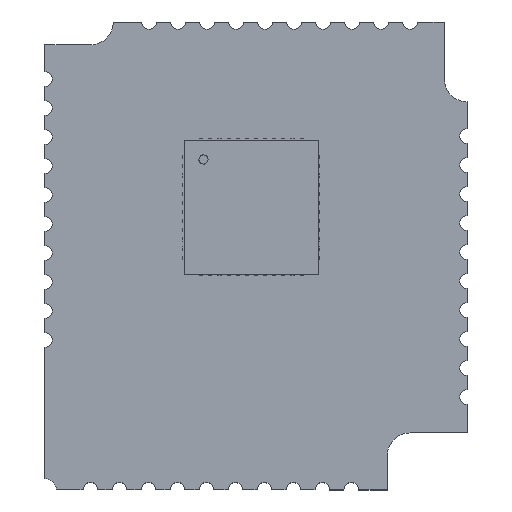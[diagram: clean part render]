
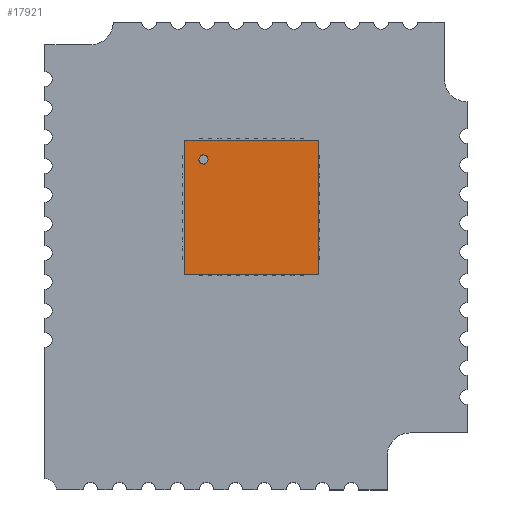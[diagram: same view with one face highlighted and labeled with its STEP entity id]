
A CAD part, top view. The second image highlights one B-rep face of the part: STEP entity #17921.
In plain terms, the highlighted free-form (B-spline) face has degree [1, 1] with [2, 2] control points.
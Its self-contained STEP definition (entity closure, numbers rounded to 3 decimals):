
#422 = B_SPLINE_SURFACE_WITH_KNOTS('',1,1,(
    (#423,#424)
    ,(#425,#426
    )),.UNSPECIFIED.,.F.,.F.,.F.,(2,2),(2,2),(0.,1.),(-5.9,0.),
  .PIECEWISE_BEZIER_KNOTS.);
#423 = CARTESIAN_POINT('',(2.95,2.95,0.1));
#424 = CARTESIAN_POINT('',(-2.95,2.95,0.1));
#425 = CARTESIAN_POINT('',(2.95,2.95,1.1));
#426 = CARTESIAN_POINT('',(-2.95,2.95,1.1));
#447 = B_SPLINE_SURFACE_WITH_KNOTS('',1,1,(
    (#448,#449)
    ,(#450,#451
  )),.UNSPECIFIED.,.F.,.F.,.F.,(2,2),(2,2),(0.,1.),(0.,5.9),
  .PIECEWISE_BEZIER_KNOTS.);
#448 = CARTESIAN_POINT('',(-2.95,2.95,0.1));
#449 = CARTESIAN_POINT('',(-2.95,-2.95,0.1));
#450 = CARTESIAN_POINT('',(-2.95,2.95,1.1));
#451 = CARTESIAN_POINT('',(-2.95,-2.95,1.1));
#1612 = B_SPLINE_SURFACE_WITH_KNOTS('',1,1,(
    (#1613,#1614)
    ,(#1615,#1616
    )),.UNSPECIFIED.,.F.,.F.,.F.,(2,2),(2,2),(0.,1.),(-5.9,0.),
  .PIECEWISE_BEZIER_KNOTS.);
#1613 = CARTESIAN_POINT('',(2.95,-2.95,0.1));
#1614 = CARTESIAN_POINT('',(-2.95,-2.95,0.1));
#1615 = CARTESIAN_POINT('',(2.95,-2.95,1.1));
#1616 = CARTESIAN_POINT('',(-2.95,-2.95,1.1));
#2777 = B_SPLINE_SURFACE_WITH_KNOTS('',1,1,(
    (#2778,#2779)
    ,(#2780,#2781
    )),.UNSPECIFIED.,.F.,.F.,.F.,(2,2),(2,2),(0.,1.),(0.,5.9),
  .PIECEWISE_BEZIER_KNOTS.);
#2778 = CARTESIAN_POINT('',(2.95,2.95,0.1));
#2779 = CARTESIAN_POINT('',(2.95,-2.95,0.1));
#2780 = CARTESIAN_POINT('',(2.95,2.95,1.1));
#2781 = CARTESIAN_POINT('',(2.95,-2.95,1.1));
#5076 = EDGE_CURVE('',#5077,#5079,#5081,.T.);
#5077 = VERTEX_POINT('',#5078);
#5078 = CARTESIAN_POINT('',(-2.95,2.95,1.1));
#5079 = VERTEX_POINT('',#5080);
#5080 = CARTESIAN_POINT('',(2.95,2.95,1.1));
#5081 = SURFACE_CURVE('',#5082,(#5085,#5091),.PCURVE_S1.);
#5082 = B_SPLINE_CURVE_WITH_KNOTS('',1,(#5083,#5084),.UNSPECIFIED.,.F.,
  .F.,(2,2),(0.,5.9),.PIECEWISE_BEZIER_KNOTS.);
#5083 = CARTESIAN_POINT('',(-2.95,2.95,1.1));
#5084 = CARTESIAN_POINT('',(2.95,2.95,1.1));
#5085 = PCURVE('',#422,#5086);
#5086 = DEFINITIONAL_REPRESENTATION('',(#5087),#5090);
#5087 = B_SPLINE_CURVE_WITH_KNOTS('',1,(#5088,#5089),.UNSPECIFIED.,.F.,
  .F.,(2,2),(0.,5.9),.PIECEWISE_BEZIER_KNOTS.);
#5088 = CARTESIAN_POINT('',(1.,0.));
#5089 = CARTESIAN_POINT('',(1.,-5.9));
#5090 = ( GEOMETRIC_REPRESENTATION_CONTEXT(2) 
PARAMETRIC_REPRESENTATION_CONTEXT() REPRESENTATION_CONTEXT('2D SPACE',''
  ) );
#5091 = PCURVE('',#5092,#5097);
#5092 = B_SPLINE_SURFACE_WITH_KNOTS('',1,1,(
    (#5093,#5094)
    ,(#5095,#5096
    )),.UNSPECIFIED.,.F.,.F.,.F.,(2,2),(2,2),(0.,5.9),(
    0.,5.9),.PIECEWISE_BEZIER_KNOTS.);
#5093 = CARTESIAN_POINT('',(-2.95,2.95,1.1));
#5094 = CARTESIAN_POINT('',(2.95,2.95,1.1));
#5095 = CARTESIAN_POINT('',(-2.95,-2.95,1.1));
#5096 = CARTESIAN_POINT('',(2.95,-2.95,1.1));
#5097 = DEFINITIONAL_REPRESENTATION('',(#5098),#5101);
#5098 = B_SPLINE_CURVE_WITH_KNOTS('',1,(#5099,#5100),.UNSPECIFIED.,.F.,
  .F.,(2,2),(0.,5.9),.PIECEWISE_BEZIER_KNOTS.);
#5099 = CARTESIAN_POINT('',(0.,0.));
#5100 = CARTESIAN_POINT('',(0.,5.9));
#5101 = ( GEOMETRIC_REPRESENTATION_CONTEXT(2) 
PARAMETRIC_REPRESENTATION_CONTEXT() REPRESENTATION_CONTEXT('2D SPACE',''
  ) );
#5913 = EDGE_CURVE('',#5077,#5914,#5916,.T.);
#5914 = VERTEX_POINT('',#5915);
#5915 = CARTESIAN_POINT('',(-2.95,-2.95,1.1));
#5916 = SURFACE_CURVE('',#5917,(#5920,#5926),.PCURVE_S1.);
#5917 = B_SPLINE_CURVE_WITH_KNOTS('',1,(#5918,#5919),.UNSPECIFIED.,.F.,
  .F.,(2,2),(0.,5.9),.PIECEWISE_BEZIER_KNOTS.);
#5918 = CARTESIAN_POINT('',(-2.95,2.95,1.1));
#5919 = CARTESIAN_POINT('',(-2.95,-2.95,1.1));
#5920 = PCURVE('',#447,#5921);
#5921 = DEFINITIONAL_REPRESENTATION('',(#5922),#5925);
#5922 = B_SPLINE_CURVE_WITH_KNOTS('',1,(#5923,#5924),.UNSPECIFIED.,.F.,
  .F.,(2,2),(0.,5.9),.PIECEWISE_BEZIER_KNOTS.);
#5923 = CARTESIAN_POINT('',(1.,0.));
#5924 = CARTESIAN_POINT('',(1.,5.9));
#5925 = ( GEOMETRIC_REPRESENTATION_CONTEXT(2) 
PARAMETRIC_REPRESENTATION_CONTEXT() REPRESENTATION_CONTEXT('2D SPACE',''
  ) );
#5926 = PCURVE('',#5092,#5927);
#5927 = DEFINITIONAL_REPRESENTATION('',(#5928),#5931);
#5928 = B_SPLINE_CURVE_WITH_KNOTS('',1,(#5929,#5930),.UNSPECIFIED.,.F.,
  .F.,(2,2),(0.,5.9),.PIECEWISE_BEZIER_KNOTS.);
#5929 = CARTESIAN_POINT('',(0.,0.));
#5930 = CARTESIAN_POINT('',(5.9,0.));
#5931 = ( GEOMETRIC_REPRESENTATION_CONTEXT(2) 
PARAMETRIC_REPRESENTATION_CONTEXT() REPRESENTATION_CONTEXT('2D SPACE',''
  ) );
#11524 = EDGE_CURVE('',#5079,#11525,#11527,.T.);
#11525 = VERTEX_POINT('',#11526);
#11526 = CARTESIAN_POINT('',(2.95,-2.95,1.1));
#11527 = SURFACE_CURVE('',#11528,(#11531,#11537),.PCURVE_S1.);
#11528 = B_SPLINE_CURVE_WITH_KNOTS('',1,(#11529,#11530),.UNSPECIFIED.,
  .F.,.F.,(2,2),(0.,5.9),.PIECEWISE_BEZIER_KNOTS.);
#11529 = CARTESIAN_POINT('',(2.95,2.95,1.1));
#11530 = CARTESIAN_POINT('',(2.95,-2.95,1.1));
#11531 = PCURVE('',#2777,#11532);
#11532 = DEFINITIONAL_REPRESENTATION('',(#11533),#11536);
#11533 = B_SPLINE_CURVE_WITH_KNOTS('',1,(#11534,#11535),.UNSPECIFIED.,
  .F.,.F.,(2,2),(0.,5.9),.PIECEWISE_BEZIER_KNOTS.);
#11534 = CARTESIAN_POINT('',(1.,0.));
#11535 = CARTESIAN_POINT('',(1.,5.9));
#11536 = ( GEOMETRIC_REPRESENTATION_CONTEXT(2) 
PARAMETRIC_REPRESENTATION_CONTEXT() REPRESENTATION_CONTEXT('2D SPACE',''
  ) );
#11537 = PCURVE('',#5092,#11538);
#11538 = DEFINITIONAL_REPRESENTATION('',(#11539),#11542);
#11539 = B_SPLINE_CURVE_WITH_KNOTS('',1,(#11540,#11541),.UNSPECIFIED.,
  .F.,.F.,(2,2),(0.,5.9),.PIECEWISE_BEZIER_KNOTS.);
#11540 = CARTESIAN_POINT('',(0.,5.9));
#11541 = CARTESIAN_POINT('',(5.9,5.9));
#11542 = ( GEOMETRIC_REPRESENTATION_CONTEXT(2) 
PARAMETRIC_REPRESENTATION_CONTEXT() REPRESENTATION_CONTEXT('2D SPACE',''
  ) );
#12333 = EDGE_CURVE('',#5914,#11525,#12334,.T.);
#12334 = SURFACE_CURVE('',#12335,(#12338,#12344),.PCURVE_S1.);
#12335 = B_SPLINE_CURVE_WITH_KNOTS('',1,(#12336,#12337),.UNSPECIFIED.,
  .F.,.F.,(2,2),(0.,5.9),.PIECEWISE_BEZIER_KNOTS.);
#12336 = CARTESIAN_POINT('',(-2.95,-2.95,1.1));
#12337 = CARTESIAN_POINT('',(2.95,-2.95,1.1));
#12338 = PCURVE('',#1612,#12339);
#12339 = DEFINITIONAL_REPRESENTATION('',(#12340),#12343);
#12340 = B_SPLINE_CURVE_WITH_KNOTS('',1,(#12341,#12342),.UNSPECIFIED.,
  .F.,.F.,(2,2),(0.,5.9),.PIECEWISE_BEZIER_KNOTS.);
#12341 = CARTESIAN_POINT('',(1.,0.));
#12342 = CARTESIAN_POINT('',(1.,-5.9));
#12343 = ( GEOMETRIC_REPRESENTATION_CONTEXT(2) 
PARAMETRIC_REPRESENTATION_CONTEXT() REPRESENTATION_CONTEXT('2D SPACE',''
  ) );
#12344 = PCURVE('',#5092,#12345);
#12345 = DEFINITIONAL_REPRESENTATION('',(#12346),#12349);
#12346 = B_SPLINE_CURVE_WITH_KNOTS('',1,(#12347,#12348),.UNSPECIFIED.,
  .F.,.F.,(2,2),(0.,5.9),.PIECEWISE_BEZIER_KNOTS.);
#12347 = CARTESIAN_POINT('',(5.9,0.));
#12348 = CARTESIAN_POINT('',(5.9,5.9));
#12349 = ( GEOMETRIC_REPRESENTATION_CONTEXT(2) 
PARAMETRIC_REPRESENTATION_CONTEXT() REPRESENTATION_CONTEXT('2D SPACE',''
  ) );
#17921 = ADVANCED_FACE('',(#17922,#17928),#5092,.T.);
#17922 = FACE_BOUND('',#17923,.T.);
#17923 = EDGE_LOOP('',(#17924,#17925,#17926,#17927));
#17924 = ORIENTED_EDGE('',*,*,#5076,.F.);
#17925 = ORIENTED_EDGE('',*,*,#5913,.T.);
#17926 = ORIENTED_EDGE('',*,*,#12333,.T.);
#17927 = ORIENTED_EDGE('',*,*,#11524,.F.);
#17928 = FACE_BOUND('',#17929,.T.);
#17929 = EDGE_LOOP('',(#17930));
#17930 = ORIENTED_EDGE('',*,*,#17931,.T.);
#17931 = EDGE_CURVE('',#17932,#17932,#17934,.T.);
#17932 = VERTEX_POINT('',#17933);
#17933 = CARTESIAN_POINT('',(-2.1,1.9,1.1));
#17934 = SURFACE_CURVE('',#17935,(#17943,#17954),.PCURVE_S1.);
#17935 = ( BOUNDED_CURVE() B_SPLINE_CURVE(2,(#17936,#17937,#17938,#17939
    ,#17940,#17941,#17942),.UNSPECIFIED.,.T.,.F.) 
B_SPLINE_CURVE_WITH_KNOTS((1,2,2,2,2,1),(-2.094,0.,
    2.094,4.189,6.283,8.378),
.UNSPECIFIED.) CURVE() GEOMETRIC_REPRESENTATION_ITEM() 
RATIONAL_B_SPLINE_CURVE((1.,0.5,1.,0.5,1.,0.5,1.)) REPRESENTATION_ITEM(
  '') );
#17936 = CARTESIAN_POINT('',(-2.1,1.9,1.1));
#17937 = CARTESIAN_POINT('',(-2.446,1.9,1.1));
#17938 = CARTESIAN_POINT('',(-2.273,2.2,1.1));
#17939 = CARTESIAN_POINT('',(-2.1,2.5,1.1));
#17940 = CARTESIAN_POINT('',(-1.927,2.2,1.1));
#17941 = CARTESIAN_POINT('',(-1.754,1.9,1.1));
#17942 = CARTESIAN_POINT('',(-2.1,1.9,1.1));
#17943 = PCURVE('',#5092,#17944);
#17944 = DEFINITIONAL_REPRESENTATION('',(#17945),#17953);
#17945 = ( BOUNDED_CURVE() B_SPLINE_CURVE(2,(#17946,#17947,#17948,#17949
    ,#17950,#17951,#17952),.UNSPECIFIED.,.T.,.F.) 
B_SPLINE_CURVE_WITH_KNOTS((3,2,2,3),(0.,2.094,4.189,
6.283),.PIECEWISE_BEZIER_KNOTS.) CURVE() 
GEOMETRIC_REPRESENTATION_ITEM() RATIONAL_B_SPLINE_CURVE((1.,0.5,1.,0.5,
1.,0.5,1.)) REPRESENTATION_ITEM('') );
#17946 = CARTESIAN_POINT('',(1.05,0.85));
#17947 = CARTESIAN_POINT('',(1.05,0.504));
#17948 = CARTESIAN_POINT('',(0.75,0.677));
#17949 = CARTESIAN_POINT('',(0.45,0.85));
#17950 = CARTESIAN_POINT('',(0.75,1.023));
#17951 = CARTESIAN_POINT('',(1.05,1.196));
#17952 = CARTESIAN_POINT('',(1.05,0.85));
#17953 = ( GEOMETRIC_REPRESENTATION_CONTEXT(2) 
PARAMETRIC_REPRESENTATION_CONTEXT() REPRESENTATION_CONTEXT('2D SPACE',''
  ) );
#17954 = PCURVE('',#17955,#17970);
#17955 = ( BOUNDED_SURFACE() B_SPLINE_SURFACE(2,1,(
    (#17956,#17957)
    ,(#17958,#17959)
    ,(#17960,#17961)
    ,(#17962,#17963)
    ,(#17964,#17965)
    ,(#17966,#17967)
    ,(#17968,#17969
)),.UNSPECIFIED.,.T.,.F.,.F.) B_SPLINE_SURFACE_WITH_KNOTS((1,2,2,2,2,1),
  (2,2),(-2.094,0.,2.094,4.189,6.283,
    8.378),(0.1,0.2),.UNSPECIFIED.) 
GEOMETRIC_REPRESENTATION_ITEM() RATIONAL_B_SPLINE_SURFACE((
    (1.,1.)
    ,(0.5,0.5)
    ,(1.,1.)
    ,(0.5,0.5)
    ,(1.,1.)
    ,(0.5,0.5)
,(1.,1.))) REPRESENTATION_ITEM('') SURFACE() );
#17956 = CARTESIAN_POINT('',(-2.1,1.9,1.1));
#17957 = CARTESIAN_POINT('',(-2.1,1.9,1.));
#17958 = CARTESIAN_POINT('',(-2.446,1.9,1.1));
#17959 = CARTESIAN_POINT('',(-2.446,1.9,1.));
#17960 = CARTESIAN_POINT('',(-2.273,2.2,1.1));
#17961 = CARTESIAN_POINT('',(-2.273,2.2,1.));
#17962 = CARTESIAN_POINT('',(-2.1,2.5,1.1));
#17963 = CARTESIAN_POINT('',(-2.1,2.5,1.));
#17964 = CARTESIAN_POINT('',(-1.927,2.2,1.1));
#17965 = CARTESIAN_POINT('',(-1.927,2.2,1.));
#17966 = CARTESIAN_POINT('',(-1.754,1.9,1.1));
#17967 = CARTESIAN_POINT('',(-1.754,1.9,1.));
#17968 = CARTESIAN_POINT('',(-2.1,1.9,1.1));
#17969 = CARTESIAN_POINT('',(-2.1,1.9,1.));
#17970 = DEFINITIONAL_REPRESENTATION('',(#17971),#17979);
#17971 = B_SPLINE_CURVE_WITH_KNOTS('',2,(#17972,#17973,#17974,#17975,
    #17976,#17977,#17978),.UNSPECIFIED.,.F.,.F.,(3,2,2,3),(0.,
    2.094,4.189,6.283),
  .PIECEWISE_BEZIER_KNOTS.);
#17972 = CARTESIAN_POINT('',(0.,0.1));
#17973 = CARTESIAN_POINT('',(1.047,0.1));
#17974 = CARTESIAN_POINT('',(2.094,0.1));
#17975 = CARTESIAN_POINT('',(3.142,0.1));
#17976 = CARTESIAN_POINT('',(4.189,0.1));
#17977 = CARTESIAN_POINT('',(5.236,0.1));
#17978 = CARTESIAN_POINT('',(6.283,0.1));
#17979 = ( GEOMETRIC_REPRESENTATION_CONTEXT(2) 
PARAMETRIC_REPRESENTATION_CONTEXT() REPRESENTATION_CONTEXT('2D SPACE',''
  ) );
